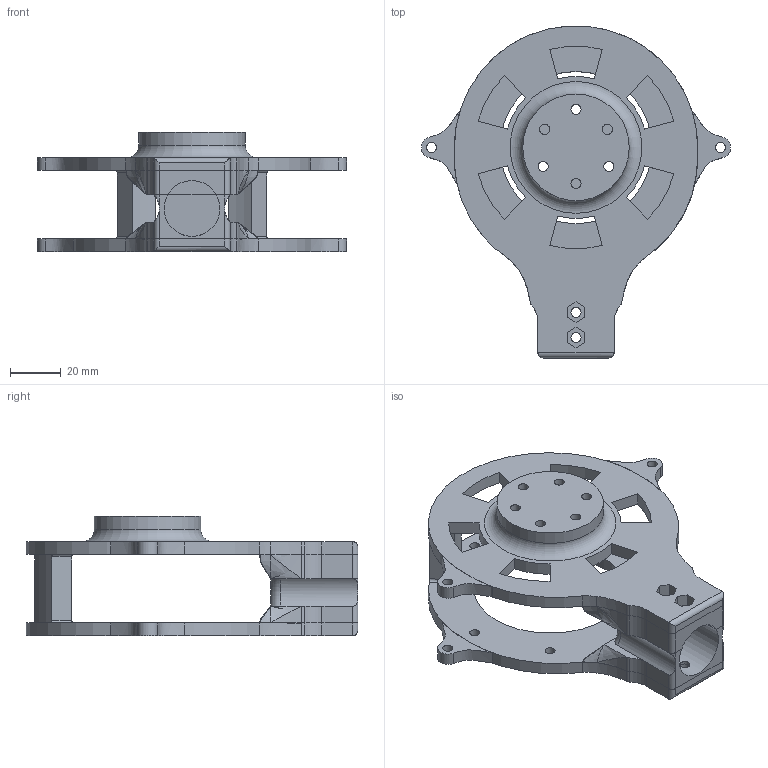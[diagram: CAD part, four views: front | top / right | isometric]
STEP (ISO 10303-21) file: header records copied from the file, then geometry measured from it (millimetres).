
FILE_DESCRIPTION(/* description */ (''),/* implementation_level */ '2;1');
FILE_NAME(/* name */ 'Hip.step',/* time_stamp */ '2024-01-24T16:51:36-03:00',/* author */ (''),/* organization */ (''),/* preprocessor_version */ 'ST-DEVELOPER v20',/* originating_system */ 'Autodesk Translation Framework v12.14.0.127',/* authorisation */ '');
FILE_SCHEMA (('AUTOMOTIVE_DESIGN { 1 0 10303 214 3 1 1 }'));
Length unit declared in the file: millimetre
Products named in the file (1): Hip
Bounding box: 121.95 x 130.91 x 47 mm (x, y, z)
Volume: 103339.6 mm3; surface area: 51226.4 mm2
Topology: 10 solids, 10 shells, 231 faces, 617 edges, 404 vertices
Faces by surface type: cylinder 107, plane 74, bspline 43, torus 7
Full cylindrical faces by diameter (mm): 4 x24, 7 x3, 13 x1, 42 x1, 60 x1
Entity records: 9342 total; most frequent: CARTESIAN_POINT 3744, ORIENTED_EDGE 1218, DIRECTION 1056, EDGE_CURVE 609, VERTEX_POINT 404, AXIS2_PLACEMENT_3D 390, EDGE_LOOP 297, LINE 276
